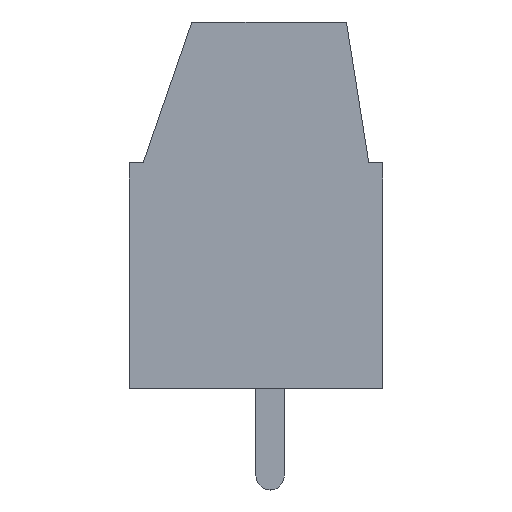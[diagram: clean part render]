
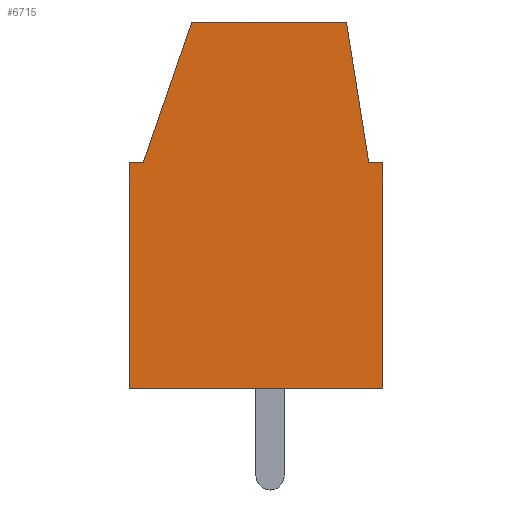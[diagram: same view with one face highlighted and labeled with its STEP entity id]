
A CAD part, left-side view. The second image highlights one B-rep face of the part: STEP entity #6715.
In plain terms, the highlighted face is planar.
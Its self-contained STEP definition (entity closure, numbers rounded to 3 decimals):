
#770=ORIENTED_EDGE('',*,*,#1798,.F.);
#771=ORIENTED_EDGE('',*,*,#1809,.T.);
#772=ORIENTED_EDGE('',*,*,#2025,.T.);
#773=ORIENTED_EDGE('',*,*,#1794,.T.);
#774=ORIENTED_EDGE('',*,*,#2034,.T.);
#775=ORIENTED_EDGE('',*,*,#2018,.T.);
#776=ORIENTED_EDGE('',*,*,#1789,.F.);
#777=ORIENTED_EDGE('',*,*,#1933,.F.);
#1789=EDGE_CURVE('',#2539,#2537,#3034,.T.);
#1794=EDGE_CURVE('',#2541,#2544,#3038,.T.);
#1798=EDGE_CURVE('',#2548,#2549,#3042,.T.);
#1809=EDGE_CURVE('',#2548,#2558,#3053,.T.);
#1933=EDGE_CURVE('',#2549,#2539,#3153,.T.);
#2018=EDGE_CURVE('',#2697,#2537,#3214,.T.);
#2025=EDGE_CURVE('',#2558,#2541,#3220,.T.);
#2034=EDGE_CURVE('',#2544,#2697,#3228,.T.);
#2537=VERTEX_POINT('',#8687);
#2539=VERTEX_POINT('',#8691);
#2541=VERTEX_POINT('',#8697);
#2544=VERTEX_POINT('',#8702);
#2548=VERTEX_POINT('',#8711);
#2549=VERTEX_POINT('',#8713);
#2558=VERTEX_POINT('',#8733);
#2697=VERTEX_POINT('',#9381);
#3034=LINE('',#8692,#3628);
#3038=LINE('',#8703,#3632);
#3042=LINE('',#8712,#3636);
#3053=LINE('',#8734,#3647);
#3153=LINE('',#9045,#3747);
#3214=LINE('',#9380,#3808);
#3220=LINE('',#9395,#3814);
#3228=LINE('',#9415,#3822);
#3628=VECTOR('',#7300,1000.);
#3632=VECTOR('',#7308,1000.);
#3636=VECTOR('',#7314,1000.);
#3647=VECTOR('',#7327,1000.);
#3747=VECTOR('',#7533,1000.);
#3808=VECTOR('',#7688,1000.);
#3814=VECTOR('',#7708,1000.);
#3822=VECTOR('',#7736,1000.);
#4302=EDGE_LOOP('',(#770,#771,#772,#773,#774,#775,#776,#777));
#4557=FACE_BOUND('',#4302,.T.);
#4787=PLANE('',#7023);
#6715=ADVANCED_FACE('',(#4557),#4787,.T.);
#7023=AXIS2_PLACEMENT_3D('',#9421,#7747,#7748);
#7300=DIRECTION('',(0.,1.,0.));
#7308=DIRECTION('',(-1.,0.,0.));
#7314=DIRECTION('',(0.,-1.,0.));
#7327=DIRECTION('',(-1.,0.,0.));
#7533=DIRECTION('',(-1.,0.,0.));
#7688=DIRECTION('',(-1.,0.,0.));
#7708=DIRECTION('',(-0.156,0.988,0.));
#7736=DIRECTION('',(-0.326,-0.946,0.));
#7747=DIRECTION('',(0.,0.,1.));
#7748=DIRECTION('',(1.,0.,0.));
#8687=CARTESIAN_POINT('',(-5.,8.,0.));
#8691=CARTESIAN_POINT('',(-5.,0.,0.));
#8692=CARTESIAN_POINT('',(-5.,0.,0.));
#8697=CARTESIAN_POINT('',(2.708,13.,0.));
#8702=CARTESIAN_POINT('',(-2.778,13.,0.));
#8703=CARTESIAN_POINT('',(0.,13.,0.));
#8711=CARTESIAN_POINT('',(4.,8.,0.));
#8712=CARTESIAN_POINT('',(4.,0.,0.));
#8713=CARTESIAN_POINT('',(4.,0.,0.));
#8733=CARTESIAN_POINT('',(3.5,8.,0.));
#8734=CARTESIAN_POINT('',(0.,8.,0.));
#9045=CARTESIAN_POINT('',(0.,0.,0.));
#9380=CARTESIAN_POINT('',(0.,8.,0.));
#9381=CARTESIAN_POINT('',(-4.5,8.,0.));
#9395=CARTESIAN_POINT('',(4.767,0.,0.));
#9415=CARTESIAN_POINT('',(-7.255,0.,0.));
#9421=CARTESIAN_POINT('',(-4.433,0.923,0.));
